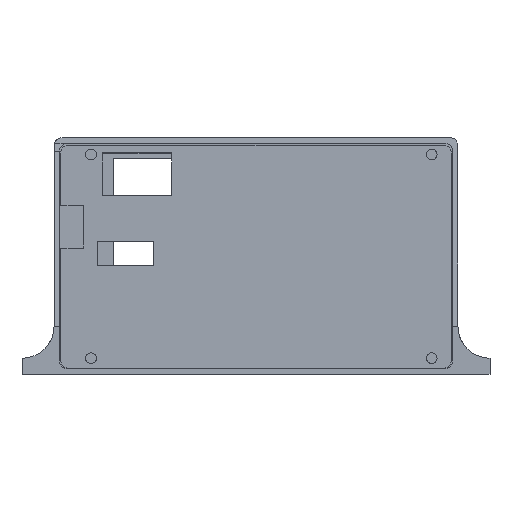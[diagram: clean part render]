
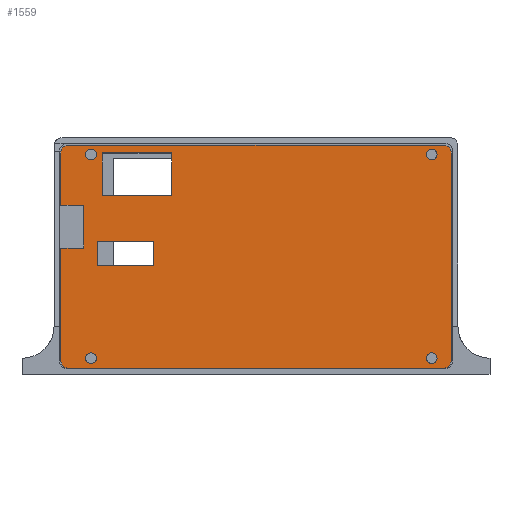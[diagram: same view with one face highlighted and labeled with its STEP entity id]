
A CAD part, front view. The second image highlights one B-rep face of the part: STEP entity #1559.
In plain terms, the highlighted face is planar.
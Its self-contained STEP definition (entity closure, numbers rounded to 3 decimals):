
#60=FACE_BOUND('',#188,.T.);
#61=FACE_BOUND('',#189,.T.);
#62=FACE_BOUND('',#190,.T.);
#63=FACE_BOUND('',#191,.T.);
#64=FACE_BOUND('',#192,.T.);
#65=FACE_BOUND('',#193,.T.);
#96=FACE_OUTER_BOUND('',#187,.T.);
#187=EDGE_LOOP('',(#1121,#1122,#1123,#1124,#1125,#1126,#1127,#1128,#1129,
#1130,#1131,#1132));
#188=EDGE_LOOP('',(#1133,#1134,#1135,#1136));
#189=EDGE_LOOP('',(#1137,#1138,#1139,#1140));
#190=EDGE_LOOP('',(#1141));
#191=EDGE_LOOP('',(#1142));
#192=EDGE_LOOP('',(#1143));
#193=EDGE_LOOP('',(#1144));
#294=CIRCLE('',#1675,3.);
#295=CIRCLE('',#1678,3.);
#296=CIRCLE('',#1679,3.);
#297=CIRCLE('',#1680,3.);
#298=CIRCLE('',#1681,2.);
#299=CIRCLE('',#1682,2.);
#300=CIRCLE('',#1683,2.);
#301=CIRCLE('',#1684,2.);
#357=LINE('',#2329,#520);
#360=LINE('',#2334,#523);
#362=LINE('',#2338,#525);
#364=LINE('',#2341,#527);
#365=LINE('',#2345,#528);
#368=LINE('',#2350,#531);
#370=LINE('',#2354,#533);
#372=LINE('',#2359,#535);
#375=LINE('',#2364,#538);
#377=LINE('',#2368,#540);
#379=LINE('',#2371,#542);
#380=LINE('',#2374,#543);
#384=LINE('',#2383,#547);
#385=LINE('',#2386,#548);
#386=LINE('',#2390,#549);
#387=LINE('',#2394,#550);
#520=VECTOR('',#1850,10.);
#523=VECTOR('',#1855,10.);
#525=VECTOR('',#1859,10.);
#527=VECTOR('',#1863,10.);
#528=VECTOR('',#1866,10.);
#531=VECTOR('',#1871,10.);
#533=VECTOR('',#1875,10.);
#535=VECTOR('',#1879,10.);
#538=VECTOR('',#1884,10.);
#540=VECTOR('',#1888,10.);
#542=VECTOR('',#1892,10.);
#543=VECTOR('',#1895,10.);
#547=VECTOR('',#1905,10.);
#548=VECTOR('',#1908,10.);
#549=VECTOR('',#1911,10.);
#550=VECTOR('',#1914,10.);
#691=VERTEX_POINT('',#2327);
#692=VERTEX_POINT('',#2328);
#693=VERTEX_POINT('',#2333);
#694=VERTEX_POINT('',#2337);
#695=VERTEX_POINT('',#2343);
#696=VERTEX_POINT('',#2344);
#697=VERTEX_POINT('',#2349);
#698=VERTEX_POINT('',#2353);
#699=VERTEX_POINT('',#2357);
#700=VERTEX_POINT('',#2358);
#701=VERTEX_POINT('',#2363);
#702=VERTEX_POINT('',#2367);
#703=VERTEX_POINT('',#2373);
#704=VERTEX_POINT('',#2377);
#705=VERTEX_POINT('',#2378);
#706=VERTEX_POINT('',#2385);
#707=VERTEX_POINT('',#2387);
#708=VERTEX_POINT('',#2389);
#709=VERTEX_POINT('',#2391);
#710=VERTEX_POINT('',#2393);
#711=VERTEX_POINT('',#2396);
#712=VERTEX_POINT('',#2398);
#713=VERTEX_POINT('',#2400);
#714=VERTEX_POINT('',#2402);
#840=EDGE_CURVE('',#691,#692,#357,.T.);
#843=EDGE_CURVE('',#692,#693,#360,.T.);
#845=EDGE_CURVE('',#693,#694,#362,.T.);
#847=EDGE_CURVE('',#694,#691,#364,.T.);
#848=EDGE_CURVE('',#695,#696,#365,.T.);
#851=EDGE_CURVE('',#696,#697,#368,.T.);
#853=EDGE_CURVE('',#698,#695,#370,.T.);
#855=EDGE_CURVE('',#699,#700,#372,.T.);
#858=EDGE_CURVE('',#700,#701,#375,.T.);
#860=EDGE_CURVE('',#701,#702,#377,.T.);
#862=EDGE_CURVE('',#702,#699,#379,.T.);
#863=EDGE_CURVE('',#703,#698,#380,.T.);
#865=EDGE_CURVE('',#704,#705,#294,.T.);
#868=EDGE_CURVE('',#697,#705,#384,.T.);
#869=EDGE_CURVE('',#704,#706,#385,.T.);
#870=EDGE_CURVE('',#707,#706,#295,.T.);
#871=EDGE_CURVE('',#707,#708,#386,.T.);
#872=EDGE_CURVE('',#709,#708,#296,.T.);
#873=EDGE_CURVE('',#709,#710,#387,.T.);
#874=EDGE_CURVE('',#703,#710,#297,.T.);
#875=EDGE_CURVE('',#711,#711,#298,.T.);
#876=EDGE_CURVE('',#712,#712,#299,.T.);
#877=EDGE_CURVE('',#713,#713,#300,.T.);
#878=EDGE_CURVE('',#714,#714,#301,.T.);
#1121=ORIENTED_EDGE('',*,*,#851,.T.);
#1122=ORIENTED_EDGE('',*,*,#868,.T.);
#1123=ORIENTED_EDGE('',*,*,#865,.F.);
#1124=ORIENTED_EDGE('',*,*,#869,.T.);
#1125=ORIENTED_EDGE('',*,*,#870,.F.);
#1126=ORIENTED_EDGE('',*,*,#871,.T.);
#1127=ORIENTED_EDGE('',*,*,#872,.F.);
#1128=ORIENTED_EDGE('',*,*,#873,.T.);
#1129=ORIENTED_EDGE('',*,*,#874,.F.);
#1130=ORIENTED_EDGE('',*,*,#863,.T.);
#1131=ORIENTED_EDGE('',*,*,#853,.T.);
#1132=ORIENTED_EDGE('',*,*,#848,.T.);
#1133=ORIENTED_EDGE('',*,*,#840,.T.);
#1134=ORIENTED_EDGE('',*,*,#843,.T.);
#1135=ORIENTED_EDGE('',*,*,#845,.T.);
#1136=ORIENTED_EDGE('',*,*,#847,.T.);
#1137=ORIENTED_EDGE('',*,*,#855,.T.);
#1138=ORIENTED_EDGE('',*,*,#858,.T.);
#1139=ORIENTED_EDGE('',*,*,#860,.T.);
#1140=ORIENTED_EDGE('',*,*,#862,.T.);
#1141=ORIENTED_EDGE('',*,*,#875,.T.);
#1142=ORIENTED_EDGE('',*,*,#876,.T.);
#1143=ORIENTED_EDGE('',*,*,#877,.T.);
#1144=ORIENTED_EDGE('',*,*,#878,.T.);
#1497=PLANE('',#1677);
#1559=ADVANCED_FACE('',(#96,#60,#61,#62,#63,#64,#65),#1497,.T.);
#1675=AXIS2_PLACEMENT_3D('',#2379,#1899,#1900);
#1677=AXIS2_PLACEMENT_3D('',#2384,#1906,#1907);
#1678=AXIS2_PLACEMENT_3D('',#2388,#1909,#1910);
#1679=AXIS2_PLACEMENT_3D('',#2392,#1912,#1913);
#1680=AXIS2_PLACEMENT_3D('',#2395,#1915,#1916);
#1681=AXIS2_PLACEMENT_3D('',#2397,#1917,#1918);
#1682=AXIS2_PLACEMENT_3D('',#2399,#1919,#1920);
#1683=AXIS2_PLACEMENT_3D('',#2401,#1921,#1922);
#1684=AXIS2_PLACEMENT_3D('',#2403,#1923,#1924);
#1850=DIRECTION('',(0.,0.,1.));
#1855=DIRECTION('',(-1.,0.,0.));
#1859=DIRECTION('',(0.,0.,-1.));
#1863=DIRECTION('',(1.,0.,0.));
#1866=DIRECTION('',(0.,0.,1.));
#1871=DIRECTION('',(-1.,0.,0.));
#1875=DIRECTION('',(1.,0.,0.));
#1879=DIRECTION('',(0.,0.,1.));
#1884=DIRECTION('',(-1.,0.,0.));
#1888=DIRECTION('',(0.,0.,-1.));
#1892=DIRECTION('',(1.,0.,0.));
#1895=DIRECTION('',(0.,0.,1.));
#1899=DIRECTION('center_axis',(0.,-1.,0.));
#1900=DIRECTION('ref_axis',(-0.707,0.,0.707));
#1905=DIRECTION('',(0.,0.,1.));
#1906=DIRECTION('center_axis',(0.,1.,0.));
#1907=DIRECTION('ref_axis',(1.,0.,0.));
#1908=DIRECTION('',(1.,0.,0.));
#1909=DIRECTION('center_axis',(0.,-1.,0.));
#1910=DIRECTION('ref_axis',(0.707,0.,0.707));
#1911=DIRECTION('',(0.,0.,-1.));
#1912=DIRECTION('center_axis',(0.,-1.,0.));
#1913=DIRECTION('ref_axis',(0.707,0.,-0.707));
#1914=DIRECTION('',(-1.,0.,0.));
#1915=DIRECTION('center_axis',(0.,-1.,0.));
#1916=DIRECTION('ref_axis',(-0.707,0.,-0.707));
#1917=DIRECTION('center_axis',(0.,-1.,0.));
#1918=DIRECTION('ref_axis',(1.,0.,0.));
#1919=DIRECTION('center_axis',(0.,-1.,0.));
#1920=DIRECTION('ref_axis',(1.,0.,0.));
#1921=DIRECTION('center_axis',(0.,-1.,0.));
#1922=DIRECTION('ref_axis',(1.,0.,0.));
#1923=DIRECTION('center_axis',(0.,-1.,0.));
#1924=DIRECTION('ref_axis',(1.,0.,0.));
#2327=CARTESIAN_POINT('',(23.4,3.,32.5));
#2328=CARTESIAN_POINT('',(23.4,3.,41.5));
#2329=CARTESIAN_POINT('',(23.4,3.,39.863));
#2333=CARTESIAN_POINT('',(2.4,3.,41.5));
#2334=CARTESIAN_POINT('',(32.05,3.,41.5));
#2337=CARTESIAN_POINT('',(2.4,3.,32.5));
#2338=CARTESIAN_POINT('',(2.4,3.,35.363));
#2341=CARTESIAN_POINT('',(42.55,3.,32.5));
#2343=CARTESIAN_POINT('',(-2.8,3.,19.));
#2344=CARTESIAN_POINT('',(-2.8,3.,35.));
#2345=CARTESIAN_POINT('',(-2.8,3.,36.613));
#2349=CARTESIAN_POINT('',(-11.3,3.,35.));
#2350=CARTESIAN_POINT('',(24.95,3.,35.));
#2353=CARTESIAN_POINT('',(-11.3,3.,19.));
#2354=CARTESIAN_POINT('',(29.45,3.,19.));
#2357=CARTESIAN_POINT('',(30.2,3.,-0.6));
#2358=CARTESIAN_POINT('',(30.2,3.,15.4));
#2359=CARTESIAN_POINT('',(30.2,3.,26.813));
#2363=CARTESIAN_POINT('',(4.2,3.,15.4));
#2364=CARTESIAN_POINT('',(32.95,3.,15.4));
#2367=CARTESIAN_POINT('',(4.2,3.,-0.6));
#2368=CARTESIAN_POINT('',(4.2,3.,18.813));
#2371=CARTESIAN_POINT('',(45.95,3.,-0.6));
#2373=CARTESIAN_POINT('',(-11.3,3.,-0.5));
#2374=CARTESIAN_POINT('',(-11.3,3.,59.088));
#2377=CARTESIAN_POINT('',(-8.3,3.,79.95));
#2378=CARTESIAN_POINT('',(-11.3,3.,76.95));
#2379=CARTESIAN_POINT('Origin',(-8.3,3.,76.95));
#2383=CARTESIAN_POINT('',(-11.3,3.,59.088));
#2384=CARTESIAN_POINT('Origin',(61.7,3.,38.225));
#2385=CARTESIAN_POINT('',(131.7,3.,79.95));
#2386=CARTESIAN_POINT('',(98.2,3.,79.95));
#2387=CARTESIAN_POINT('',(134.7,3.,76.95));
#2388=CARTESIAN_POINT('Origin',(131.7,3.,76.95));
#2389=CARTESIAN_POINT('',(134.7,3.,-0.5));
#2390=CARTESIAN_POINT('',(134.7,3.,17.363));
#2391=CARTESIAN_POINT('',(131.7,3.,-3.5));
#2392=CARTESIAN_POINT('Origin',(131.7,3.,-0.5));
#2393=CARTESIAN_POINT('',(-8.3,3.,-3.5));
#2394=CARTESIAN_POINT('',(25.2,3.,-3.5));
#2395=CARTESIAN_POINT('Origin',(-8.3,3.,-0.5));
#2396=CARTESIAN_POINT('',(-2.,3.,0.));
#2397=CARTESIAN_POINT('Origin',(0.,3.,0.));
#2398=CARTESIAN_POINT('',(125.4,3.,76.2));
#2399=CARTESIAN_POINT('Origin',(127.4,3.,76.2));
#2400=CARTESIAN_POINT('',(125.4,3.,0.));
#2401=CARTESIAN_POINT('Origin',(127.4,3.,0.));
#2402=CARTESIAN_POINT('',(-2.,3.,76.2));
#2403=CARTESIAN_POINT('Origin',(0.,3.,76.2));
